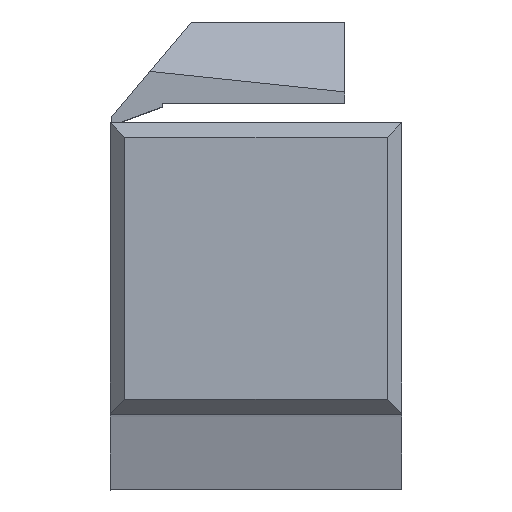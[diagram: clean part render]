
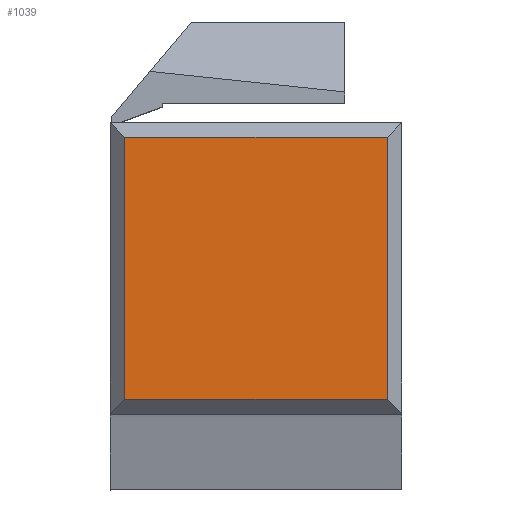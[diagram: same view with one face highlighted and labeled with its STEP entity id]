
A CAD part, top view. The second image highlights one B-rep face of the part: STEP entity #1039.
In plain terms, the highlighted planar face has unit normal (0, 0, 1).
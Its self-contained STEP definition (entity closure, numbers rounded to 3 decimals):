
#19 = CARTESIAN_POINT ( 'NONE',  ( -19., 0., 0. ) ) ;
#29 = CARTESIAN_POINT ( 'NONE',  ( -1., 19., 0. ) ) ;
#108 = EDGE_LOOP ( 'NONE', ( #600, #751, #200, #198 ) ) ;
#112 = FACE_OUTER_BOUND ( 'NONE', #108, .T. ) ;
#137 = VECTOR ( 'NONE', #757, 1000. ) ;
#140 = LINE ( 'NONE', #763, #137 ) ;
#152 = EDGE_CURVE ( 'NONE', #831, #802, #856, .T. ) ;
#179 = DIRECTION ( 'NONE',  ( -1., 0., 0. ) ) ;
#181 = CARTESIAN_POINT ( 'NONE',  ( -19., 19., 0. ) ) ;
#198 = ORIENTED_EDGE ( 'NONE', *, *, #554, .T. ) ;
#200 = ORIENTED_EDGE ( 'NONE', *, *, #324, .T. ) ;
#247 = VERTEX_POINT ( 'NONE', #495 ) ;
#324 = EDGE_CURVE ( 'NONE', #802, #247, #704, .T. ) ;
#356 = DIRECTION ( 'NONE',  ( 0., 0., -1. ) ) ;
#384 = DIRECTION ( 'NONE',  ( 1., 0., 0. ) ) ;
#393 = DIRECTION ( 'NONE',  ( 0., -1., 0. ) ) ;
#491 = VECTOR ( 'NONE', #529, 1000. ) ;
#495 = CARTESIAN_POINT ( 'NONE',  ( -1., 1., 0. ) ) ;
#509 = LINE ( 'NONE', #863, #491 ) ;
#529 = DIRECTION ( 'NONE',  ( 0., 1., 0. ) ) ;
#554 = EDGE_CURVE ( 'NONE', #247, #915, #509, .T. ) ;
#600 = ORIENTED_EDGE ( 'NONE', *, *, #1023, .T. ) ;
#646 = AXIS2_PLACEMENT_3D ( 'NONE', #771, #356, #179 ) ;
#654 = CARTESIAN_POINT ( 'NONE',  ( -19., 1., 0. ) ) ;
#691 = VECTOR ( 'NONE', #384, 1000. ) ;
#704 = LINE ( 'NONE', #975, #691 ) ;
#751 = ORIENTED_EDGE ( 'NONE', *, *, #152, .T. ) ;
#757 = DIRECTION ( 'NONE',  ( -1., 0., 0. ) ) ;
#763 = CARTESIAN_POINT ( 'NONE',  ( -20., 19., 0. ) ) ;
#771 = CARTESIAN_POINT ( 'NONE',  ( 0., 0., 0. ) ) ;
#802 = VERTEX_POINT ( 'NONE', #654 ) ;
#831 = VERTEX_POINT ( 'NONE', #181 ) ;
#854 = VECTOR ( 'NONE', #393, 1000. ) ;
#856 = LINE ( 'NONE', #19, #854 ) ;
#857 = PLANE ( 'NONE',  #646 ) ;
#863 = CARTESIAN_POINT ( 'NONE',  ( -1., 20., 0. ) ) ;
#915 = VERTEX_POINT ( 'NONE', #29 ) ;
#975 = CARTESIAN_POINT ( 'NONE',  ( 0., 1., 0. ) ) ;
#1023 = EDGE_CURVE ( 'NONE', #915, #831, #140, .T. ) ;
#1039 = ADVANCED_FACE ( 'NONE', ( #112 ), #857, .F. ) ;
